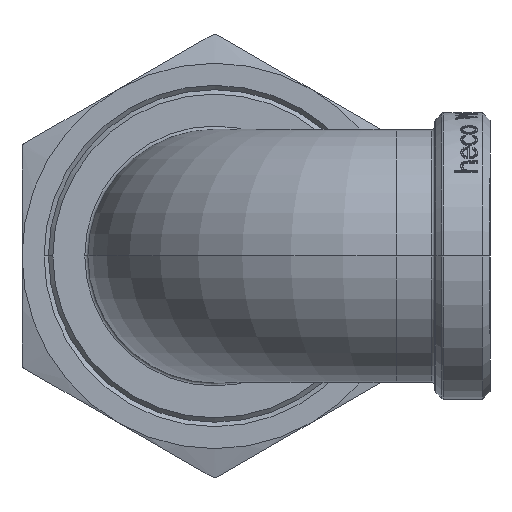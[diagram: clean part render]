
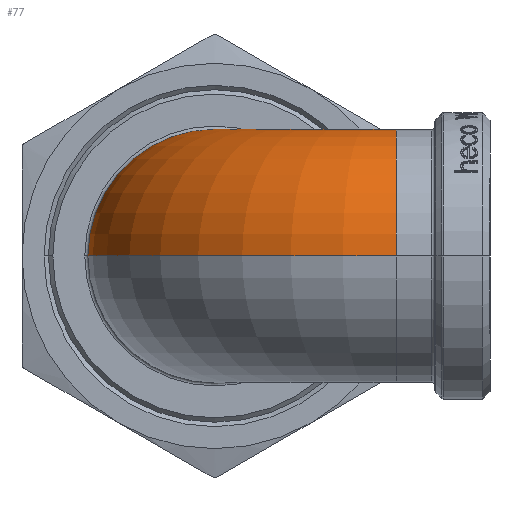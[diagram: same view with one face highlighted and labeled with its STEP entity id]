
A CAD part, left-side view. The second image highlights one B-rep face of the part: STEP entity #77.
In plain terms, the highlighted toroidal (fillet/blend) face has major radius 16.5 mm and minor radius 11.5 mm.
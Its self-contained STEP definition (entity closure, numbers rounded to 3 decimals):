
#77 = ADVANCED_FACE ( 'NONE', ( #7397 ), #17836, .T. ) ;
#325 = VERTEX_POINT ( 'NONE', #16882 ) ;
#331 = DIRECTION ( 'NONE',  ( 1., 0., 0. ) ) ;
#625 = ORIENTED_EDGE ( 'NONE', *, *, #5112, .T. ) ;
#1121 = CARTESIAN_POINT ( 'NONE',  ( 16.5, 25., 11.5 ) ) ;
#1664 = DIRECTION ( 'NONE',  ( -1., 0., 0. ) ) ;
#2129 = CIRCLE ( 'NONE', #20479, 11.5 ) ;
#2381 = DIRECTION ( 'NONE',  ( 0., 0., -1. ) ) ;
#2755 = DIRECTION ( 'NONE',  ( 1., 0., 0. ) ) ;
#2932 = AXIS2_PLACEMENT_3D ( 'NONE', #6621, #8242, #20241 ) ;
#3665 = EDGE_CURVE ( 'NONE', #9806, #12223, #2129, .T. ) ;
#4034 = DIRECTION ( 'NONE',  ( 0., 0., -1. ) ) ;
#5112 = EDGE_CURVE ( 'NONE', #9033, #325, #5554, .T. ) ;
#5554 = CIRCLE ( 'NONE', #10300, 5. ) ;
#5693 = ORIENTED_EDGE ( 'NONE', *, *, #3665, .F. ) ;
#6364 = CIRCLE ( 'NONE', #15269, 28. ) ;
#6517 = DIRECTION ( 'NONE',  ( 0., 0., -1. ) ) ;
#6621 = CARTESIAN_POINT ( 'NONE',  ( 0., 8.5, 0. ) ) ;
#6841 = CARTESIAN_POINT ( 'NONE',  ( 11.5, 8.5, 0. ) ) ;
#7397 = FACE_OUTER_BOUND ( 'NONE', #12311, .T. ) ;
#7412 = CARTESIAN_POINT ( 'NONE',  ( 16.5, 8.5, 0. ) ) ;
#7560 = DIRECTION ( 'NONE',  ( 0., 1., 0. ) ) ;
#7636 = DIRECTION ( 'NONE',  ( -1., 0., 0. ) ) ;
#8242 = DIRECTION ( 'NONE',  ( 0., -1., 0. ) ) ;
#8669 = DIRECTION ( 'NONE',  ( 0., 1., 0. ) ) ;
#8898 = CARTESIAN_POINT ( 'NONE',  ( 16.5, 36.5, 0. ) ) ;
#9033 = VERTEX_POINT ( 'NONE', #6841 ) ;
#9326 = AXIS2_PLACEMENT_3D ( 'NONE', #7412, #4034, #7560 ) ;
#9486 = CARTESIAN_POINT ( 'NONE',  ( -11.5, 8.5, 0. ) ) ;
#9806 = VERTEX_POINT ( 'NONE', #8898 ) ;
#9851 = EDGE_CURVE ( 'NONE', #12223, #325, #16452, .T. ) ;
#10300 = AXIS2_PLACEMENT_3D ( 'NONE', #16764, #6517, #1664 ) ;
#11134 = CIRCLE ( 'NONE', #2932, 11.5 ) ;
#11225 = AXIS2_PLACEMENT_3D ( 'NONE', #12109, #331, #8669 ) ;
#12109 = CARTESIAN_POINT ( 'NONE',  ( 16.5, 25., 0. ) ) ;
#12223 = VERTEX_POINT ( 'NONE', #1121 ) ;
#12311 = EDGE_LOOP ( 'NONE', ( #20349, #13157, #625, #18009, #5693 ) ) ;
#12859 = DIRECTION ( 'NONE',  ( 0., 1., 0. ) ) ;
#13002 = CARTESIAN_POINT ( 'NONE',  ( 16.5, 25., 0. ) ) ;
#13157 = ORIENTED_EDGE ( 'NONE', *, *, #20614, .F. ) ;
#14705 = EDGE_CURVE ( 'NONE', #17191, #9806, #6364, .T. ) ;
#15269 = AXIS2_PLACEMENT_3D ( 'NONE', #17901, #2381, #7636 ) ;
#16452 = CIRCLE ( 'NONE', #11225, 11.5 ) ;
#16764 = CARTESIAN_POINT ( 'NONE',  ( 16.5, 8.5, 0. ) ) ;
#16882 = CARTESIAN_POINT ( 'NONE',  ( 16.5, 13.5, 0. ) ) ;
#17191 = VERTEX_POINT ( 'NONE', #9486 ) ;
#17836 = TOROIDAL_SURFACE ( 'NONE', #9326, 16.5, 11.5 ) ;
#17901 = CARTESIAN_POINT ( 'NONE',  ( 16.5, 8.5, 0. ) ) ;
#18009 = ORIENTED_EDGE ( 'NONE', *, *, #9851, .F. ) ;
#20241 = DIRECTION ( 'NONE',  ( -1., 0., 0. ) ) ;
#20349 = ORIENTED_EDGE ( 'NONE', *, *, #14705, .F. ) ;
#20479 = AXIS2_PLACEMENT_3D ( 'NONE', #13002, #2755, #12859 ) ;
#20614 = EDGE_CURVE ( 'NONE', #9033, #17191, #11134, .T. ) ;
